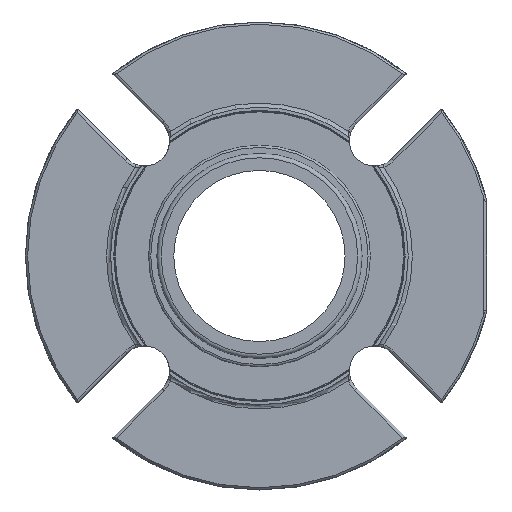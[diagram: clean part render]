
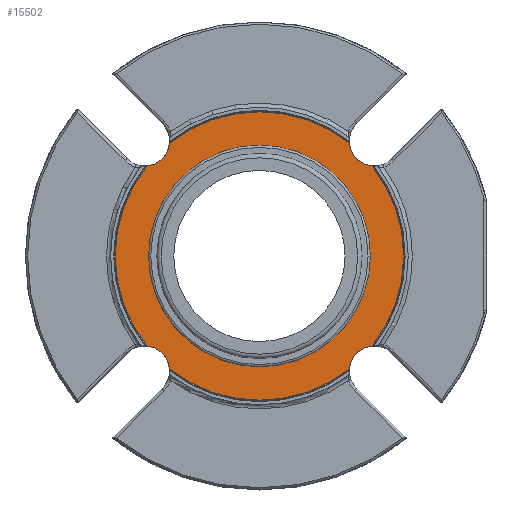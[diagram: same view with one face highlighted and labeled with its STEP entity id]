
A CAD part, left-side view. The second image highlights one B-rep face of the part: STEP entity #15502.
In plain terms, the highlighted planar face has unit normal (-1, 0, 0).
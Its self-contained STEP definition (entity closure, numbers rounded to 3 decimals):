
#2089=PLANE('',#16643);
#5301=ORIENTED_EDGE('',*,*,#6941,.F.);
#5302=ORIENTED_EDGE('',*,*,#6942,.T.);
#5303=ORIENTED_EDGE('',*,*,#6929,.F.);
#5304=ORIENTED_EDGE('',*,*,#6932,.T.);
#5305=ORIENTED_EDGE('',*,*,#6934,.F.);
#5306=ORIENTED_EDGE('',*,*,#6936,.T.);
#5307=ORIENTED_EDGE('',*,*,#6938,.F.);
#5308=ORIENTED_EDGE('',*,*,#6940,.T.);
#5309=ORIENTED_EDGE('',*,*,#6927,.F.);
#6927=EDGE_CURVE('',#7972,#7972,#8555,.F.);
#6929=EDGE_CURVE('',#7973,#7974,#8556,.F.);
#6932=EDGE_CURVE('',#7973,#7975,#8557,.T.);
#6934=EDGE_CURVE('',#7976,#7975,#8558,.F.);
#6936=EDGE_CURVE('',#7976,#7977,#8559,.T.);
#6938=EDGE_CURVE('',#7978,#7977,#8560,.F.);
#6940=EDGE_CURVE('',#7978,#7979,#8561,.T.);
#6941=EDGE_CURVE('',#7980,#7979,#8562,.F.);
#6942=EDGE_CURVE('',#7980,#7974,#8563,.T.);
#7972=VERTEX_POINT('',#27652);
#7973=VERTEX_POINT('',#27655);
#7974=VERTEX_POINT('',#27657);
#7975=VERTEX_POINT('',#27661);
#7976=VERTEX_POINT('',#27665);
#7977=VERTEX_POINT('',#27669);
#7978=VERTEX_POINT('',#27673);
#7979=VERTEX_POINT('',#27677);
#7980=VERTEX_POINT('',#27681);
#8555=CIRCLE('',#16630,39.053);
#8556=CIRCLE('',#16632,8.712);
#8557=CIRCLE('',#16634,50.8);
#8558=CIRCLE('',#16636,8.712);
#8559=CIRCLE('',#16638,50.8);
#8560=CIRCLE('',#16640,8.712);
#8561=CIRCLE('',#16642,50.8);
#8562=CIRCLE('',#16644,8.712);
#8563=CIRCLE('',#16645,50.8);
#9311=EDGE_LOOP('',(#5301,#5302,#5303,#5304,#5305,#5306,#5307,#5308));
#9312=EDGE_LOOP('',(#5309));
#10068=FACE_BOUND('',#9311,.T.);
#10069=FACE_BOUND('',#9312,.T.);
#15502=ADVANCED_FACE('',(#10068,#10069),#2089,.F.);
#16630=AXIS2_PLACEMENT_3D('',#27651,#19432,#19433);
#16632=AXIS2_PLACEMENT_3D('',#27656,#19437,#19438);
#16634=AXIS2_PLACEMENT_3D('',#27662,#19443,#19444);
#16636=AXIS2_PLACEMENT_3D('',#27666,#19448,#19449);
#16638=AXIS2_PLACEMENT_3D('',#27670,#19453,#19454);
#16640=AXIS2_PLACEMENT_3D('',#27674,#19458,#19459);
#16642=AXIS2_PLACEMENT_3D('',#27678,#19463,#19464);
#16643=AXIS2_PLACEMENT_3D('',#27679,#19465,#19466);
#16644=AXIS2_PLACEMENT_3D('',#27680,#19467,#19468);
#16645=AXIS2_PLACEMENT_3D('',#27682,#19469,#19470);
#19432=DIRECTION('',(1.,0.,0.));
#19433=DIRECTION('',(0.,1.,0.));
#19437=DIRECTION('',(1.,0.,0.));
#19438=DIRECTION('',(0.,0.707,-0.707));
#19443=DIRECTION('',(-1.,0.,0.));
#19444=DIRECTION('',(0.,-0.707,0.707));
#19448=DIRECTION('',(1.,0.,0.));
#19449=DIRECTION('',(0.,0.707,-0.707));
#19453=DIRECTION('',(-1.,0.,0.));
#19454=DIRECTION('',(0.,-0.707,0.707));
#19458=DIRECTION('',(1.,0.,0.));
#19459=DIRECTION('',(0.,0.707,-0.707));
#19463=DIRECTION('',(-1.,0.,0.));
#19464=DIRECTION('',(0.,-0.707,0.707));
#19465=DIRECTION('',(1.,0.,0.));
#19466=DIRECTION('',(0.,0.707,-0.707));
#19467=DIRECTION('',(1.,0.,0.));
#19468=DIRECTION('',(0.,0.707,-0.707));
#19469=DIRECTION('',(-1.,0.,0.));
#19470=DIRECTION('',(0.,-0.707,0.707));
#27651=CARTESIAN_POINT('',(-0.8,0.,0.));
#27652=CARTESIAN_POINT('',(-0.8,39.053,0.));
#27655=CARTESIAN_POINT('',(-0.8,-31.71,39.688));
#27656=CARTESIAN_POINT('',(-0.8,-40.393,40.393));
#27657=CARTESIAN_POINT('',(-0.8,-39.688,31.71));
#27661=CARTESIAN_POINT('',(-0.8,31.71,39.688));
#27662=CARTESIAN_POINT('',(-0.8,0.,0.));
#27665=CARTESIAN_POINT('',(-0.8,39.688,31.71));
#27666=CARTESIAN_POINT('',(-0.8,40.393,40.393));
#27669=CARTESIAN_POINT('',(-0.8,39.688,-31.71));
#27670=CARTESIAN_POINT('',(-0.8,0.,0.));
#27673=CARTESIAN_POINT('',(-0.8,31.71,-39.688));
#27674=CARTESIAN_POINT('',(-0.8,40.393,-40.393));
#27677=CARTESIAN_POINT('',(-0.8,-31.71,-39.688));
#27678=CARTESIAN_POINT('',(-0.8,0.,0.));
#27679=CARTESIAN_POINT('',(-0.8,-35.921,35.921));
#27680=CARTESIAN_POINT('',(-0.8,-40.393,-40.393));
#27681=CARTESIAN_POINT('',(-0.8,-39.688,-31.71));
#27682=CARTESIAN_POINT('',(-0.8,0.,0.));
